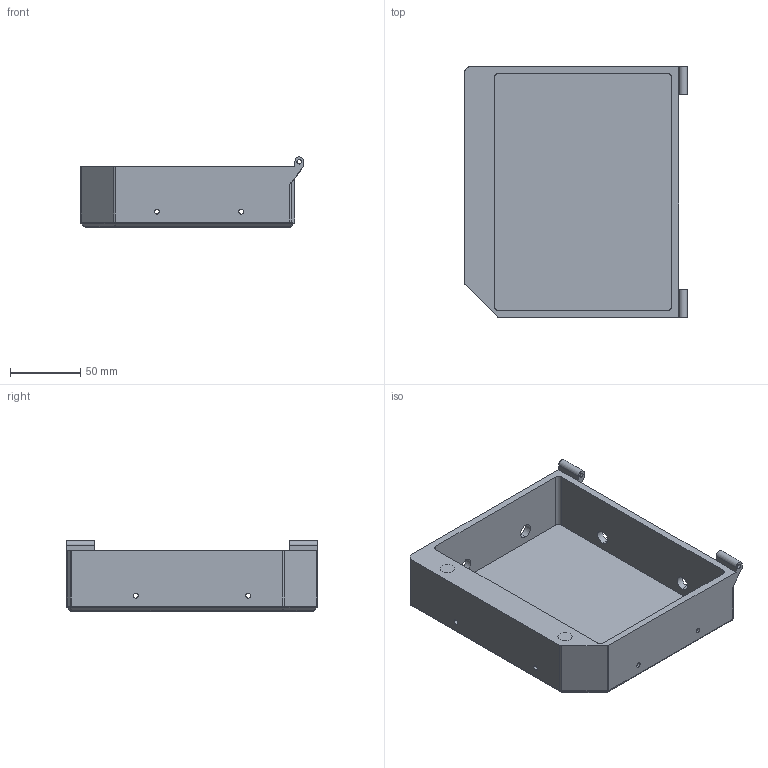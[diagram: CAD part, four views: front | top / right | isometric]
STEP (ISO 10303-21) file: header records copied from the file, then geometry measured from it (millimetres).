
FILE_DESCRIPTION (( 'STEP AP214' ), '1' );
FILE_NAME ('tool box.STEP', '2025-09-18T19:08:19', ( '' ), ( '' ), 'SwSTEP 2.0', 'SolidWorks 2024', '' );
FILE_SCHEMA (( 'AUTOMOTIVE_DESIGN' ));
Length unit declared in the file: millimetre
Products named in the file (1): tool box
Bounding box: 158.5 x 178.5 x 50 mm (x, y, z)
Volume: 259083.3 mm3; surface area: 107363.5 mm2
Topology: 1 solids, 3 shells, 138 faces, 311 edges, 184 vertices
Faces by surface type: cylinder 76, plane 39, sphere 23
Entity records: 5403 total; most frequent: DIRECTION 736, CARTESIAN_POINT 646, ORIENTED_EDGE 622, EDGE_CURVE 311, AXIS2_PLACEMENT_3D 290, VERTEX_POINT 184, EDGE_LOOP 163, VECTOR 156
